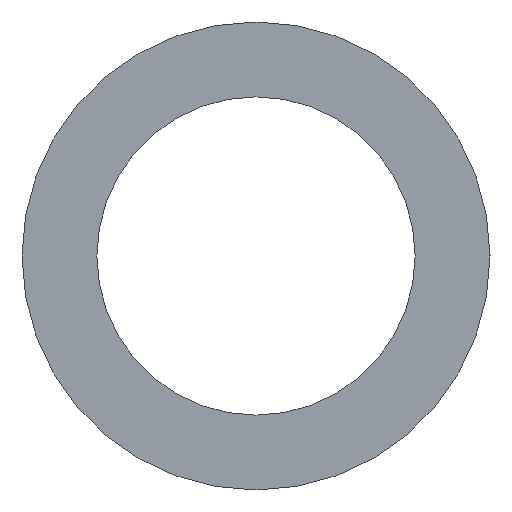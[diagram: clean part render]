
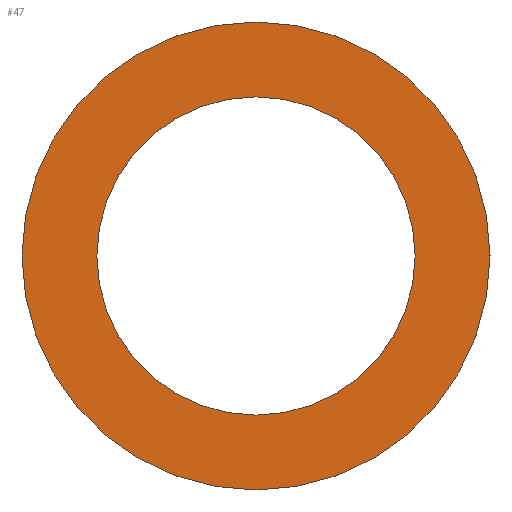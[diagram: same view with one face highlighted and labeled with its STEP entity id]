
A CAD part, left-side view. The second image highlights one B-rep face of the part: STEP entity #47.
In plain terms, the highlighted planar face has unit normal (-1, 0, 0).
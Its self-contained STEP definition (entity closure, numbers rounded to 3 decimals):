
#43=PLANE('',#94);
#47=ADVANCED_FACE('',(#56,#57),#43,.F.);
#56=FACE_BOUND('',#64,.T.);
#57=FACE_BOUND('',#65,.T.);
#64=EDGE_LOOP('',(#72));
#65=EDGE_LOOP('',(#73));
#72=ORIENTED_EDGE('',*,*,#79,.F.);
#73=ORIENTED_EDGE('',*,*,#81,.T.);
#75=VERTEX_POINT('',#117);
#77=VERTEX_POINT('',#123);
#79=EDGE_CURVE('',#75,#75,#83,.T.);
#81=EDGE_CURVE('',#77,#77,#85,.T.);
#83=CIRCLE('',#88,9.525);
#85=CIRCLE('',#92,6.477);
#88=AXIS2_PLACEMENT_3D('',#116,#99,#100);
#92=AXIS2_PLACEMENT_3D('',#122,#107,#108);
#94=AXIS2_PLACEMENT_3D('',#125,#111,#112);
#99=DIRECTION('',(1.,0.,0.));
#100=DIRECTION('',(0.,0.,-1.));
#107=DIRECTION('',(1.,0.,0.));
#108=DIRECTION('',(0.,0.,-1.));
#111=DIRECTION('',(1.,0.,0.));
#112=DIRECTION('',(0.,0.,-1.));
#116=CARTESIAN_POINT('',(2.2,0.,0.));
#117=CARTESIAN_POINT('',(2.2,0.,-9.525));
#122=CARTESIAN_POINT('',(2.2,0.,0.));
#123=CARTESIAN_POINT('',(2.2,0.,-6.477));
#125=CARTESIAN_POINT('',(2.2,0.,6.477));
